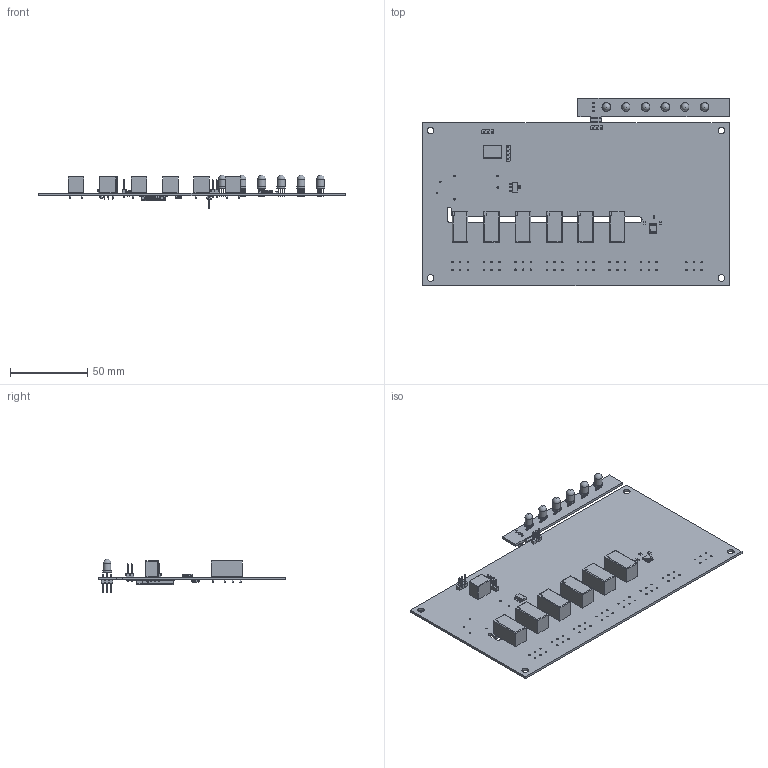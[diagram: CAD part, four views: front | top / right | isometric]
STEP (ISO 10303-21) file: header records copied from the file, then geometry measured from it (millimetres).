
FILE_DESCRIPTION(('FreeCAD Model'),'2;1');
FILE_NAME('AquaHub.step', '2018-09-09T15:03:08',('kicad StepUp'),('ksu MCAD'), 'Open CASCADE STEP processor 7.2','FreeCAD','Unknown');
FILE_SCHEMA(('AUTOMOTIVE_DESIGN { 1 0 10303 214 1 1 1 1 }'));
Length unit declared in the file: millimetre
Products named in the file (35): AquaHub; Board_Geoms; Pcb; Step_Models; Top; PinHeader_1x03_P254mm_Vertical_; MT2_Relay_v7_; MT2_Relay_v7_001; MT2_Relay_v7_002; MT2_Relay_v7_003; MT2_Relay_v7_004; MT2_Relay_v7_005; SOT_223_; SOIC_8_39x49mm_P127mm_; Converter_DCDC_RECOM_R_78E_05_THT_; PinHeader_1x04_P254mm_Vertical_; C_0805_2012Metric_001; C_0805_2012Metric_002; R_0805_2012Metric_002; PinHeader_1x03_P254mm_Vertical_001; LED_D5.0mm-4_; LED_D5.0mm-4_001; LED_D5.0mm-4_002; LED_D5.0mm-4_003; LED_D5.0mm-4_004; LED_D5.0mm-4_005; Bot; R_0805_2012Metric_; SOIC_16_39x99mm_P127mm_; C_0805_2012Metric_; R_0805_2012Metric_001; R_0805_2012Metric_003; CP_EIA_3528_21_Kemet_B_; PinHeader_1x03_P254mm_Vertical_002; ESP32_WROVER_
Assembly tree (34 placements, depth 4):
  AquaHub
    Board_Geoms
      Pcb
    Step_Models
      Top
        PinHeader_1x03_P254mm_Vertical_
        MT2_Relay_v7_
        MT2_Relay_v7_001
        MT2_Relay_v7_002
        MT2_Relay_v7_003
        MT2_Relay_v7_004
        MT2_Relay_v7_005
        SOT_223_
        SOIC_8_39x49mm_P127mm_
        Converter_DCDC_RECOM_R_78E_05_THT_
        PinHeader_1x04_P254mm_Vertical_
        C_0805_2012Metric_001
        C_0805_2012Metric_002
        R_0805_2012Metric_002
        PinHeader_1x03_P254mm_Vertical_001
        LED_D5.0mm-4_
        LED_D5.0mm-4_001
        LED_D5.0mm-4_002
        LED_D5.0mm-4_003
        LED_D5.0mm-4_004
        LED_D5.0mm-4_005
      Bot
        R_0805_2012Metric_
        SOIC_16_39x99mm_P127mm_
        C_0805_2012Metric_
        R_0805_2012Metric_001
        R_0805_2012Metric_003
        CP_EIA_3528_21_Kemet_B_
        PinHeader_1x03_P254mm_Vertical_002
        ESP32_WROVER_
Bounding box: 198.12 x 121.28 x 21.74 mm (x, y, z)
Volume: 51161.1 mm3; surface area: 56373 mm2
Topology: 30 solids, 30 shells, 1889 faces, 4806 edges, 3083 vertices
Faces by surface type: plane 1263, cylinder 516, bspline 97, torus 7, sphere 6
Full cylindrical faces by diameter (mm): 0.5 x3, 0.6 x2, 0.762 x48, 0.8 x50, 0.9 x24, 1 x76, 4.3 x4, 5 x6
Entity records: 70472 total; most frequent: CARTESIAN_POINT 11314, ORIENTED_EDGE 9600, DIRECTION 9350, EDGE_CURVE 4800, LINE 3692, VECTOR 3692, VERTEX_POINT 3083, AXIS2_PLACEMENT_3D 2829
